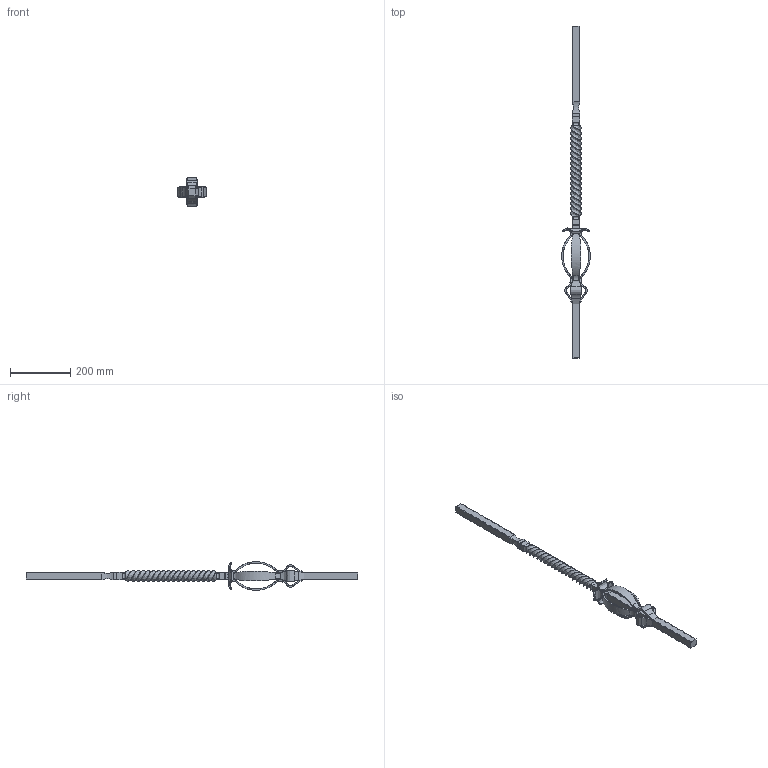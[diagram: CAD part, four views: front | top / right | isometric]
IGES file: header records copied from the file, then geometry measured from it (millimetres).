
Start section: SolidWorks IGES file using analytic representation for surfaces
Global section: file name: 1012.IGS; native system: SolidWorks 2018; preprocessor: SolidWorks 2018; author: Christian; date: 240726.123056; units: millimetre
Bounding box: 94.99 x 1100 x 94.99 mm (x, y, z)
Surface area: 196693.1 mm2 (no closed solid volume)
Topology: 0 solids, 0 shells, 526 faces, 7626 edges, 7454 vertices
Faces by surface type: bspline 358, revolution 168
